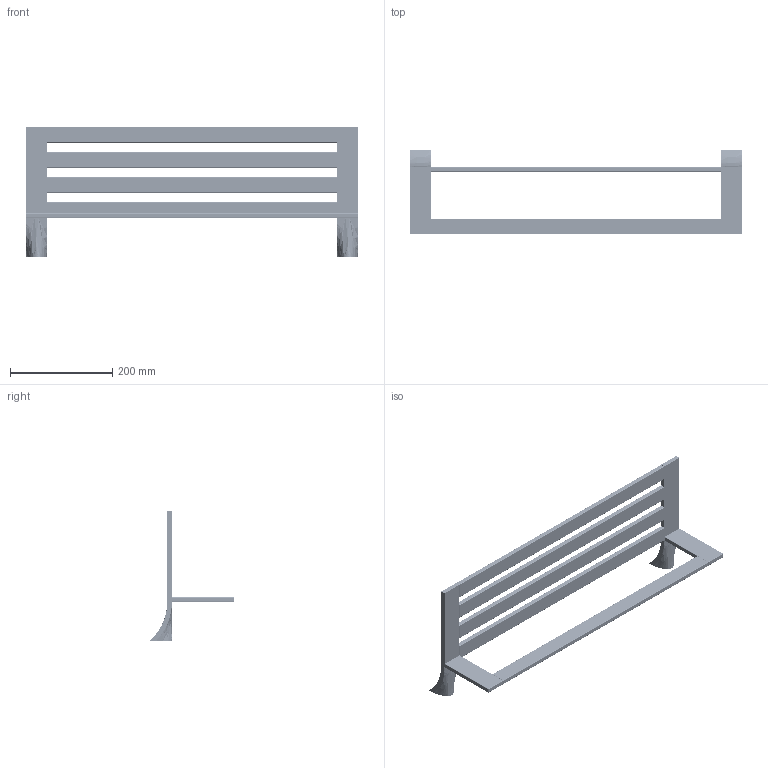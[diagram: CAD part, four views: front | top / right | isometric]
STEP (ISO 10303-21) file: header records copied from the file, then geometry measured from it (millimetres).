
FILE_DESCRIPTION((''),'2;1');
FILE_NAME('4743-24_ASM','2010-12-17T',('pnmurthy'),(''),'PRO/ENGINEER BY PARAMETRIC TECHNOLOGY CORPORATION, 2009300','PRO/ENGINEER BY PARAMETRIC TECHNOLOGY CORPORATION, 2009300','');
FILE_SCHEMA(('CONFIG_CONTROL_DESIGN'));
Length unit declared in the file: inch
Products named in the file (15): 40433; 40434; 40427; 92270; 92272; 92464; 40415; 40414; 7-692_ASM; 92453; 40432; 92259; 92465; 91527; 4743-24_ASM
Assembly tree (52 placements, depth 3):
  4743-24_ASM
    40433
    40434
    40427  x2
    92270  x6
    92272  x2
    92464  x2
    7-692_ASM  x5
      40415
      40414
    92453  x16
    40432  x2
    92259  x4
    92465  x2
    91527  x6
Bounding box: 650.75 x 165.1 x 254.42 mm (x, y, z)
Volume: 584936.1 mm3; surface area: 1005722.9 mm2
Topology: 59 solids, 108 shells, 5155 faces, 13388 edges, 8402 vertices
Faces by surface type: cylinder 2864, plane 817, cone 736, bspline 528, sphere 132, torus 78
Entity records: 105658 total; most frequent: CARTESIAN_POINT 68619, ORIENTED_EDGE 8518, DIRECTION 5978, EDGE_CURVE 4331, VERTEX_POINT 2718, AXIS2_PLACEMENT_3D 2204, B_SPLINE_CURVE_WITH_KNOTS 1927, EDGE_LOOP 1792
